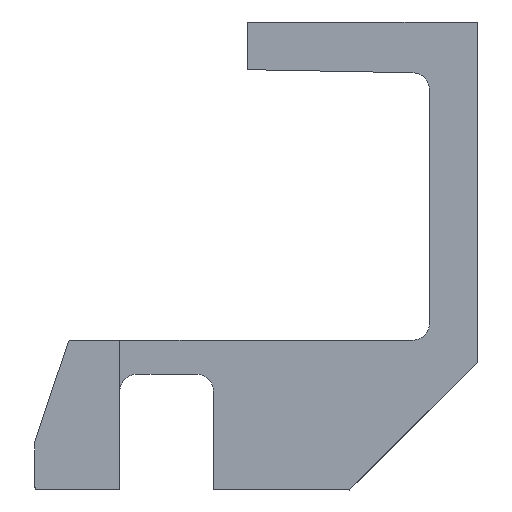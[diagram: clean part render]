
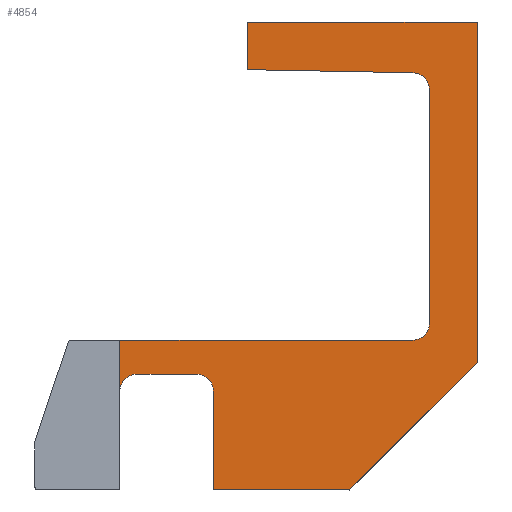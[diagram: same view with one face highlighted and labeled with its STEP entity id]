
A CAD part, left-side view. The second image highlights one B-rep face of the part: STEP entity #4854.
In plain terms, the highlighted planar face has unit normal (-1, 0, 0).
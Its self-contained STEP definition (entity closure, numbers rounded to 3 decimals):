
#75 = AXIS2_PLACEMENT_3D ( 'NONE', #7871, #3670, #5280 ) ;
#83 = VERTEX_POINT ( 'NONE', #2911 ) ;
#145 = CARTESIAN_POINT ( 'NONE',  ( -49., 13.5, 6.2 ) ) ;
#161 = DIRECTION ( 'NONE',  ( 0., 1., 0.019 ) ) ;
#262 = ORIENTED_EDGE ( 'NONE', *, *, #2952, .F. ) ;
#380 = CARTESIAN_POINT ( 'NONE',  ( -49., 3.8, 5.019 ) ) ;
#431 = LINE ( 'NONE', #8001, #8687 ) ;
#523 = CARTESIAN_POINT ( 'NONE',  ( -49., 21., -18.5 ) ) ;
#875 = VECTOR ( 'NONE', #6883, 1000. ) ;
#919 = CARTESIAN_POINT ( 'NONE',  ( -49., 0., 9. ) ) ;
#922 = CARTESIAN_POINT ( 'NONE',  ( -49., 0., -11. ) ) ;
#923 = DIRECTION ( 'NONE',  ( 0., -1., 0. ) ) ;
#1134 = VERTEX_POINT ( 'NONE', #9004 ) ;
#1144 = CARTESIAN_POINT ( 'NONE',  ( -49., 2.8, -8.7 ) ) ;
#1189 = VERTEX_POINT ( 'NONE', #6669 ) ;
#1201 = ORIENTED_EDGE ( 'NONE', *, *, #7838, .F. ) ;
#1216 = LINE ( 'NONE', #4588, #2888 ) ;
#1240 = CARTESIAN_POINT ( 'NONE',  ( -49., 7.5, -18.5 ) ) ;
#1364 = ORIENTED_EDGE ( 'NONE', *, *, #9833, .F. ) ;
#1393 = AXIS2_PLACEMENT_3D ( 'NONE', #4246, #2795, #3420 ) ;
#1618 = VERTEX_POINT ( 'NONE', #8955 ) ;
#1671 = AXIS2_PLACEMENT_3D ( 'NONE', #3272, #8817, #10895 ) ;
#1755 = LINE ( 'NONE', #3519, #10921 ) ;
#1865 = PLANE ( 'NONE',  #1393 ) ;
#2163 = EDGE_CURVE ( 'NONE', #10877, #8726, #5128, .T. ) ;
#2307 = EDGE_CURVE ( 'NONE', #8726, #5784, #8819, .T. ) ;
#2309 = DIRECTION ( 'NONE',  ( 0., 0., -1. ) ) ;
#2600 = EDGE_CURVE ( 'NONE', #1189, #8936, #3929, .T. ) ;
#2668 = DIRECTION ( 'NONE',  ( 0., 0., 1. ) ) ;
#2795 = DIRECTION ( 'NONE',  ( 1., 0., 0. ) ) ;
#2888 = VECTOR ( 'NONE', #2668, 1000. ) ;
#2911 = CARTESIAN_POINT ( 'NONE',  ( -49., 3.781, 6.018 ) ) ;
#2942 = CARTESIAN_POINT ( 'NONE',  ( -49., 0., -11. ) ) ;
#2952 = EDGE_CURVE ( 'NONE', #9116, #4815, #431, .T. ) ;
#3103 = CARTESIAN_POINT ( 'NONE',  ( -49., 15.5, -11.7 ) ) ;
#3169 = VECTOR ( 'NONE', #4293, 1000. ) ;
#3272 = CARTESIAN_POINT ( 'NONE',  ( -49., 16.5, -12.7 ) ) ;
#3420 = DIRECTION ( 'NONE',  ( 0., 0., -1. ) ) ;
#3440 = DIRECTION ( 'NONE',  ( 0., 0., 1. ) ) ;
#3519 = CARTESIAN_POINT ( 'NONE',  ( -49., 13.5, 9. ) ) ;
#3660 = CARTESIAN_POINT ( 'NONE',  ( -49., 2.8, 5.019 ) ) ;
#3670 = DIRECTION ( 'NONE',  ( 1., 0., 0. ) ) ;
#3733 = CARTESIAN_POINT ( 'NONE',  ( -49., 20., -11.7 ) ) ;
#3893 = CARTESIAN_POINT ( 'NONE',  ( -49., 2.8, -9.7 ) ) ;
#3894 = DIRECTION ( 'NONE',  ( 0., 0., 1. ) ) ;
#3929 = LINE ( 'NONE', #3103, #4765 ) ;
#4027 = DIRECTION ( 'NONE',  ( 0., -1., 0. ) ) ;
#4031 = ORIENTED_EDGE ( 'NONE', *, *, #2600, .F. ) ;
#4221 = VERTEX_POINT ( 'NONE', #145 ) ;
#4246 = CARTESIAN_POINT ( 'NONE',  ( -49., 0., 0. ) ) ;
#4293 = DIRECTION ( 'NONE',  ( 0., 0.707, -0.707 ) ) ;
#4421 = LINE ( 'NONE', #7789, #5771 ) ;
#4563 = AXIS2_PLACEMENT_3D ( 'NONE', #380, #10502, #8008 ) ;
#4588 = CARTESIAN_POINT ( 'NONE',  ( -49., 13.5, 6.2 ) ) ;
#4650 = EDGE_CURVE ( 'NONE', #1134, #8936, #7312, .T. ) ;
#4719 = EDGE_CURVE ( 'NONE', #1189, #10448, #10146, .T. ) ;
#4765 = VECTOR ( 'NONE', #9960, 1000. ) ;
#4815 = VERTEX_POINT ( 'NONE', #9816 ) ;
#4854 = ADVANCED_FACE ( 'NONE', ( #7772 ), #1865, .F. ) ;
#4952 = LINE ( 'NONE', #523, #6064 ) ;
#5128 = LINE ( 'NONE', #922, #3169 ) ;
#5280 = DIRECTION ( 'NONE',  ( 0., 0., -1. ) ) ;
#5733 = ORIENTED_EDGE ( 'NONE', *, *, #7635, .F. ) ;
#5771 = VECTOR ( 'NONE', #3440, 1000. ) ;
#5773 = ORIENTED_EDGE ( 'NONE', *, *, #4650, .T. ) ;
#5784 = VERTEX_POINT ( 'NONE', #10747 ) ;
#5904 = VERTEX_POINT ( 'NONE', #7694 ) ;
#5926 = LINE ( 'NONE', #7737, #10529 ) ;
#6005 = DIRECTION ( 'NONE',  ( 0., 0., -1. ) ) ;
#6010 = EDGE_CURVE ( 'NONE', #5904, #10877, #6929, .T. ) ;
#6064 = VECTOR ( 'NONE', #3894, 1000. ) ;
#6556 = ORIENTED_EDGE ( 'NONE', *, *, #2307, .F. ) ;
#6561 = CARTESIAN_POINT ( 'NONE',  ( -49., 3.8, -8.7 ) ) ;
#6669 = CARTESIAN_POINT ( 'NONE',  ( -49., 16.5, -11.7 ) ) ;
#6751 = EDGE_CURVE ( 'NONE', #5784, #10448, #4421, .T. ) ;
#6772 = EDGE_CURVE ( 'NONE', #83, #4221, #5926, .T. ) ;
#6883 = DIRECTION ( 'NONE',  ( 0., 1., 0. ) ) ;
#6929 = LINE ( 'NONE', #919, #9348 ) ;
#7024 = ORIENTED_EDGE ( 'NONE', *, *, #9128, .F. ) ;
#7204 = LINE ( 'NONE', #3893, #10562 ) ;
#7247 = CARTESIAN_POINT ( 'NONE',  ( -49., 15.5, -12.7 ) ) ;
#7312 = CIRCLE ( 'NONE', #75, 1. ) ;
#7324 = CARTESIAN_POINT ( 'NONE',  ( -49., 21., -9.7 ) ) ;
#7347 = VERTEX_POINT ( 'NONE', #1144 ) ;
#7442 = EDGE_LOOP ( 'NONE', ( #262, #7024, #5773, #4031, #9326, #7895, #6556, #8686, #8977, #5733, #1364, #10563, #10685, #1201, #8871 ) ) ;
#7506 = EDGE_CURVE ( 'NONE', #7347, #4815, #9311, .T. ) ;
#7635 = EDGE_CURVE ( 'NONE', #1618, #5904, #1755, .T. ) ;
#7694 = CARTESIAN_POINT ( 'NONE',  ( -49., 0., 9. ) ) ;
#7737 = CARTESIAN_POINT ( 'NONE',  ( -49., 2.8, 6. ) ) ;
#7772 = FACE_OUTER_BOUND ( 'NONE', #7442, .T. ) ;
#7789 = CARTESIAN_POINT ( 'NONE',  ( -49., 15.5, -18.5 ) ) ;
#7838 = EDGE_CURVE ( 'NONE', #7347, #9390, #7204, .T. ) ;
#7871 = CARTESIAN_POINT ( 'NONE',  ( -49., 20., -12.7 ) ) ;
#7895 = ORIENTED_EDGE ( 'NONE', *, *, #6751, .F. ) ;
#8001 = CARTESIAN_POINT ( 'NONE',  ( -49., 24., -9.7 ) ) ;
#8008 = DIRECTION ( 'NONE',  ( 0., 0., -1. ) ) ;
#8167 = CARTESIAN_POINT ( 'NONE',  ( -49., 7.5, -18.5 ) ) ;
#8195 = EDGE_CURVE ( 'NONE', #83, #9390, #10400, .T. ) ;
#8210 = DIRECTION ( 'NONE',  ( 0., 0., 1. ) ) ;
#8686 = ORIENTED_EDGE ( 'NONE', *, *, #2163, .F. ) ;
#8687 = VECTOR ( 'NONE', #4027, 1000. ) ;
#8726 = VERTEX_POINT ( 'NONE', #8167 ) ;
#8817 = DIRECTION ( 'NONE',  ( 1., 0., 0. ) ) ;
#8819 = LINE ( 'NONE', #1240, #875 ) ;
#8871 = ORIENTED_EDGE ( 'NONE', *, *, #7506, .T. ) ;
#8936 = VERTEX_POINT ( 'NONE', #3733 ) ;
#8955 = CARTESIAN_POINT ( 'NONE',  ( -49., 13.5, 9. ) ) ;
#8977 = ORIENTED_EDGE ( 'NONE', *, *, #6010, .F. ) ;
#9004 = CARTESIAN_POINT ( 'NONE',  ( -49., 21., -12.7 ) ) ;
#9051 = DIRECTION ( 'NONE',  ( 1., 0., 0. ) ) ;
#9116 = VERTEX_POINT ( 'NONE', #7324 ) ;
#9128 = EDGE_CURVE ( 'NONE', #1134, #9116, #4952, .T. ) ;
#9311 = CIRCLE ( 'NONE', #9655, 1. ) ;
#9326 = ORIENTED_EDGE ( 'NONE', *, *, #4719, .T. ) ;
#9348 = VECTOR ( 'NONE', #6005, 1000. ) ;
#9390 = VERTEX_POINT ( 'NONE', #3660 ) ;
#9655 = AXIS2_PLACEMENT_3D ( 'NONE', #6561, #9051, #2309 ) ;
#9816 = CARTESIAN_POINT ( 'NONE',  ( -49., 3.8, -9.7 ) ) ;
#9833 = EDGE_CURVE ( 'NONE', #4221, #1618, #1216, .T. ) ;
#9960 = DIRECTION ( 'NONE',  ( 0., 1., 0. ) ) ;
#10146 = CIRCLE ( 'NONE', #1671, 1. ) ;
#10400 = CIRCLE ( 'NONE', #4563, 1. ) ;
#10448 = VERTEX_POINT ( 'NONE', #7247 ) ;
#10502 = DIRECTION ( 'NONE',  ( 1., 0., 0. ) ) ;
#10529 = VECTOR ( 'NONE', #161, 1000. ) ;
#10562 = VECTOR ( 'NONE', #8210, 1000. ) ;
#10563 = ORIENTED_EDGE ( 'NONE', *, *, #6772, .F. ) ;
#10685 = ORIENTED_EDGE ( 'NONE', *, *, #8195, .T. ) ;
#10747 = CARTESIAN_POINT ( 'NONE',  ( -49., 15.5, -18.5 ) ) ;
#10877 = VERTEX_POINT ( 'NONE', #2942 ) ;
#10895 = DIRECTION ( 'NONE',  ( 0., 0., -1. ) ) ;
#10921 = VECTOR ( 'NONE', #923, 1000. ) ;
